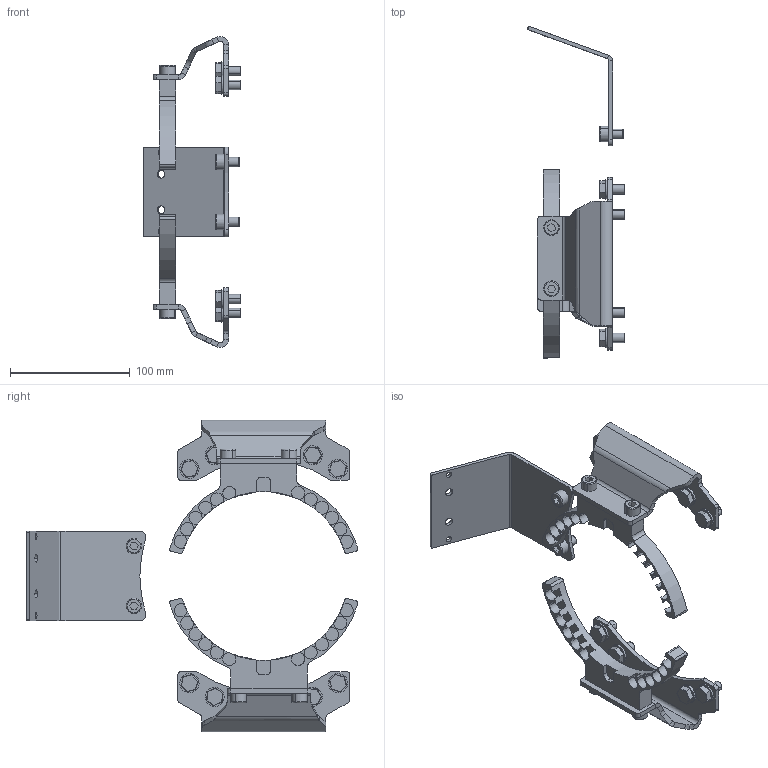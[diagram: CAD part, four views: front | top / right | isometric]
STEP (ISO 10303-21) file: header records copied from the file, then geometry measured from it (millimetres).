
FILE_DESCRIPTION (( 'STEP AP214' ), '1' );
FILE_NAME ('P4412.STEP', '2023-05-03T12:30:12', ( '' ), ( '' ), 'SwSTEP 2.0', 'SolidWorks 2021', '' );
FILE_SCHEMA (( 'AUTOMOTIVE_DESIGN' ));
Length unit declared in the file: millimetre
Products named in the file (1): P4412
Bounding box: 81.9 x 277.38 x 259.99 mm (x, y, z)
Volume: 210512.9 mm3; surface area: 119235.6 mm2
Topology: 27 solids, 27 shells, 680 faces, 1608 edges, 998 vertices
Faces by surface type: cylinder 345, plane 267, cone 36, torus 28, bspline 4
Entity records: 27420 total; most frequent: CARTESIAN_POINT 3747, DIRECTION 3466, ORIENTED_EDGE 3208, EDGE_CURVE 1604, AXIS2_PLACEMENT_3D 1305, VERTEX_POINT 998, LINE 856, VECTOR 856
